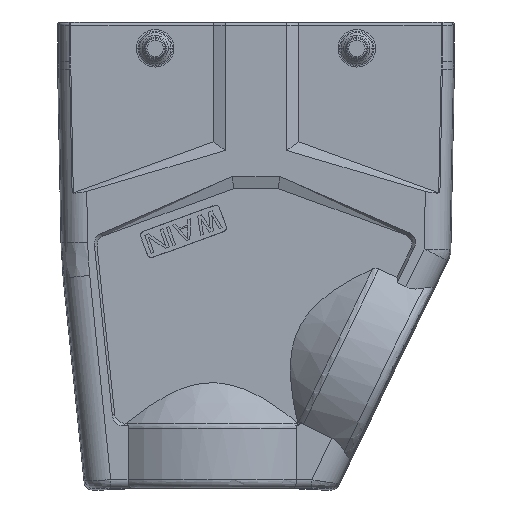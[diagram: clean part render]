
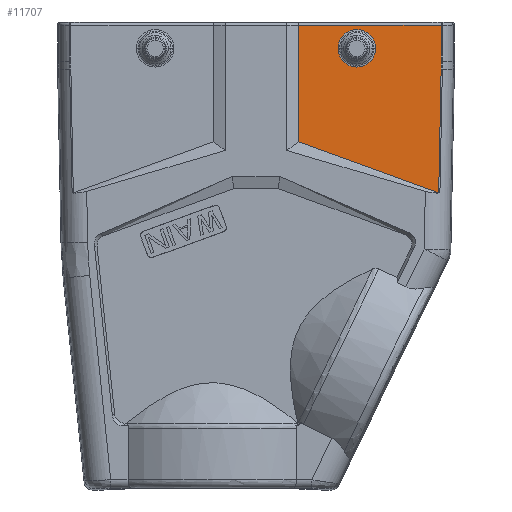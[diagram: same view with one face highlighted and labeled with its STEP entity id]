
A CAD part, top view. The second image highlights one B-rep face of the part: STEP entity #11707.
In plain terms, the highlighted planar face has unit normal (0, 0, 1).
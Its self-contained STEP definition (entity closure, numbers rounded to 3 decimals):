
#2477=DIRECTION('',(0.,1.,0.));
#2478=VECTOR('',#2477,27.453);
#2479=CARTESIAN_POINT('',(130.,11.,21.5));
#2480=LINE('',#2479,#2478);
#2486=CARTESIAN_POINT('',(130.,11.,21.5));
#2488=DIRECTION('',(0.02,1.,0.));
#2489=VECTOR('',#2488,29.11);
#2490=CARTESIAN_POINT('',(163.035,-1.024,21.5));
#2491=LINE('',#2490,#2489);
#2492=DIRECTION('',(0.94,-0.342,0.));
#2493=VECTOR('',#2492,35.155);
#2494=CARTESIAN_POINT('',(130.,11.,21.5));
#2495=LINE('',#2494,#2493);
#2496=CARTESIAN_POINT('',(143.75,33.,21.5));
#2497=DIRECTION('',(0.,0.,-1.));
#2498=DIRECTION('',(-1.,0.,0.));
#2499=AXIS2_PLACEMENT_3D('',#2496,#2497,#2498);
#2501=CARTESIAN_POINT('',(143.75,33.,21.5));
#2502=DIRECTION('',(0.,0.,-1.));
#2503=DIRECTION('',(1.,0.,0.));
#2504=AXIS2_PLACEMENT_3D('',#2501,#2502,#2503);
#2511=CARTESIAN_POINT('',(66.475,29.981,21.504));
#2512=DIRECTION('',(0.,0.,-1.));
#2513=DIRECTION('',(1.,0.,0.));
#2514=AXIS2_PLACEMENT_3D('',#2511,#2512,#2513);
#2526=CARTESIAN_POINT('',(163.035,-1.024,21.5));
#6053=DIRECTION('',(1.,0.,0.));
#6054=VECTOR('',#6053,33.623);
#6055=CARTESIAN_POINT('',(130.,38.453,21.5));
#6056=LINE('',#6055,#6054);
#6131=DIRECTION('',(0.,-1.,0.));
#6132=VECTOR('',#6131,8.473);
#6133=CARTESIAN_POINT('',(163.623,38.453,21.5));
#6134=LINE('',#6133,#6132);
#7389=VERTEX_POINT('',#2486);
#7393=VERTEX_POINT('',#2526);
#7484=CARTESIAN_POINT('',(163.623,29.981,21.5));
#7485=CARTESIAN_POINT('',(163.605,28.08,21.5));
#7486=VERTEX_POINT('',#7484);
#7487=VERTEX_POINT('',#7485);
#7488=CARTESIAN_POINT('',(163.623,38.453,21.5));
#7489=VERTEX_POINT('',#7488);
#7490=CARTESIAN_POINT('',(130.,38.453,21.5));
#7491=VERTEX_POINT('',#7490);
#7770=CARTESIAN_POINT('',(148.172,33.,21.5));
#7771=VERTEX_POINT('',#7770);
#7772=CARTESIAN_POINT('',(139.328,33.,21.5));
#7773=VERTEX_POINT('',#7772);
#11683=CARTESIAN_POINT('',(120.,30.,21.5));
#11684=DIRECTION('',(0.,0.,-1.));
#11685=DIRECTION('',(-1.,0.,0.));
#11686=AXIS2_PLACEMENT_3D('',#11683,#11684,#11685);
#11687=PLANE('',#11686);
#11689=ORIENTED_EDGE('',*,*,#11688,.T.);
#11691=ORIENTED_EDGE('',*,*,#11690,.F.);
#11693=ORIENTED_EDGE('',*,*,#11692,.F.);
#11694=ORIENTED_EDGE('',*,*,#11673,.T.);
#11696=ORIENTED_EDGE('',*,*,#11695,.T.);
#11698=ORIENTED_EDGE('',*,*,#11697,.T.);
#11699=EDGE_LOOP('',(#11689,#11691,#11693,#11694,#11696,#11698));
#11700=FACE_OUTER_BOUND('',#11699,.F.);
#11702=ORIENTED_EDGE('',*,*,#11701,.F.);
#11704=ORIENTED_EDGE('',*,*,#11703,.F.);
#11705=EDGE_LOOP('',(#11702,#11704));
#11706=FACE_BOUND('',#11705,.F.);
#11707=ADVANCED_FACE('',(#11700,#11706),#11687,.F.);
#2500=CIRCLE('',#2499,4.422);
#2505=CIRCLE('',#2504,4.422);
#2515=CIRCLE('',#2514,97.149);
#11673=EDGE_CURVE('',#7389,#7491,#2480,.T.);
#11688=EDGE_CURVE('',#7486,#7487,#2515,.T.);
#11690=EDGE_CURVE('',#7393,#7487,#2491,.T.);
#11692=EDGE_CURVE('',#7389,#7393,#2495,.T.);
#11695=EDGE_CURVE('',#7491,#7489,#6056,.T.);
#11697=EDGE_CURVE('',#7489,#7486,#6134,.T.);
#11701=EDGE_CURVE('',#7773,#7771,#2500,.T.);
#11703=EDGE_CURVE('',#7771,#7773,#2505,.T.);
